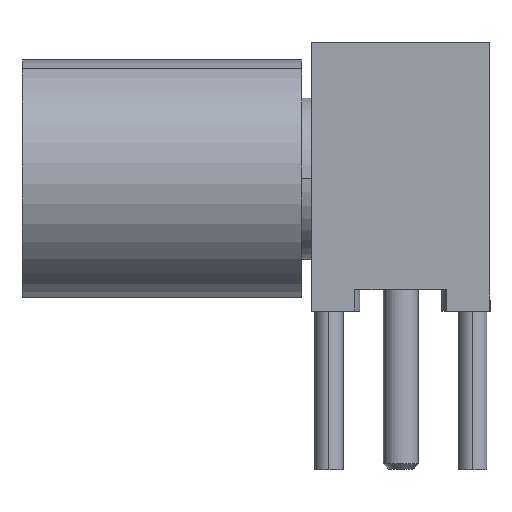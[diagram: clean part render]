
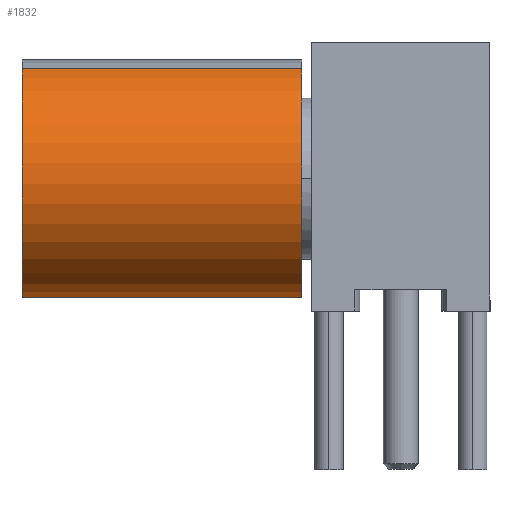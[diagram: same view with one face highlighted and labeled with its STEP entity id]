
A CAD part, top view. The second image highlights one B-rep face of the part: STEP entity #1832.
In plain terms, the highlighted cylindrical face has radius 2.1 mm (diameter 4.2 mm), a partial arc.
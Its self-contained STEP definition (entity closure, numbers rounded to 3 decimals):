
#169 = ORIENTED_EDGE ( 'NONE', *, *, #2594, .T. ) ;
#178 = CARTESIAN_POINT ( 'NONE',  ( 0.802, 1.941, 0.175 ) ) ;
#180 = CARTESIAN_POINT ( 'NONE',  ( 0., 0., 0.175 ) ) ;
#254 = VERTEX_POINT ( 'NONE', #2650 ) ;
#262 = EDGE_CURVE ( 'NONE', #479, #254, #1295, .T. ) ;
#274 = CIRCLE ( 'NONE', #2221, 2.1 ) ;
#325 = ORIENTED_EDGE ( 'NONE', *, *, #641, .F. ) ;
#364 = DIRECTION ( 'NONE',  ( 0., 0., -1. ) ) ;
#479 = VERTEX_POINT ( 'NONE', #1974 ) ;
#641 = EDGE_CURVE ( 'NONE', #254, #1605, #942, .T. ) ;
#681 = VECTOR ( 'NONE', #364, 1000. ) ;
#815 = DIRECTION ( 'NONE',  ( 0., 0., -1. ) ) ;
#908 = DIRECTION ( 'NONE',  ( -0.382, -0.924, 0. ) ) ;
#909 = DIRECTION ( 'NONE',  ( 0., 0., -1. ) ) ;
#920 = EDGE_LOOP ( 'NONE', ( #1321, #1198, #169, #325 ) ) ;
#942 = CIRCLE ( 'NONE', #2049, 2.1 ) ;
#1198 = ORIENTED_EDGE ( 'NONE', *, *, #1410, .T. ) ;
#1295 = LINE ( 'NONE', #178, #681 ) ;
#1321 = ORIENTED_EDGE ( 'NONE', *, *, #262, .F. ) ;
#1410 = EDGE_CURVE ( 'NONE', #479, #2161, #274, .T. ) ;
#1605 = VERTEX_POINT ( 'NONE', #1680 ) ;
#1606 = CARTESIAN_POINT ( 'NONE',  ( -0.802, -1.941, 5.115 ) ) ;
#1680 = CARTESIAN_POINT ( 'NONE',  ( -0.802, -1.941, 0.175 ) ) ;
#1832 = ADVANCED_FACE ( 'NONE', ( #2461 ), #1927, .T. ) ;
#1850 = VECTOR ( 'NONE', #815, 1000. ) ;
#1927 = CYLINDRICAL_SURFACE ( 'NONE', #2850, 2.1 ) ;
#1974 = CARTESIAN_POINT ( 'NONE',  ( 0.802, 1.941, 5.115 ) ) ;
#2049 = AXIS2_PLACEMENT_3D ( 'NONE', #2988, #2107, #2540 ) ;
#2107 = DIRECTION ( 'NONE',  ( 0., 0., -1. ) ) ;
#2161 = VERTEX_POINT ( 'NONE', #1606 ) ;
#2221 = AXIS2_PLACEMENT_3D ( 'NONE', #2296, #2309, #908 ) ;
#2296 = CARTESIAN_POINT ( 'NONE',  ( 0., 0., 5.115 ) ) ;
#2309 = DIRECTION ( 'NONE',  ( 0., 0., -1. ) ) ;
#2429 = CARTESIAN_POINT ( 'NONE',  ( -0.802, -1.941, 0.175 ) ) ;
#2461 = FACE_OUTER_BOUND ( 'NONE', #920, .T. ) ;
#2526 = DIRECTION ( 'NONE',  ( -0.382, -0.924, 0. ) ) ;
#2540 = DIRECTION ( 'NONE',  ( -0.382, -0.924, 0. ) ) ;
#2594 = EDGE_CURVE ( 'NONE', #2161, #1605, #2710, .T. ) ;
#2650 = CARTESIAN_POINT ( 'NONE',  ( 0.802, 1.941, 0.175 ) ) ;
#2710 = LINE ( 'NONE', #2429, #1850 ) ;
#2850 = AXIS2_PLACEMENT_3D ( 'NONE', #180, #909, #2526 ) ;
#2988 = CARTESIAN_POINT ( 'NONE',  ( 0., 0., 0.175 ) ) ;
